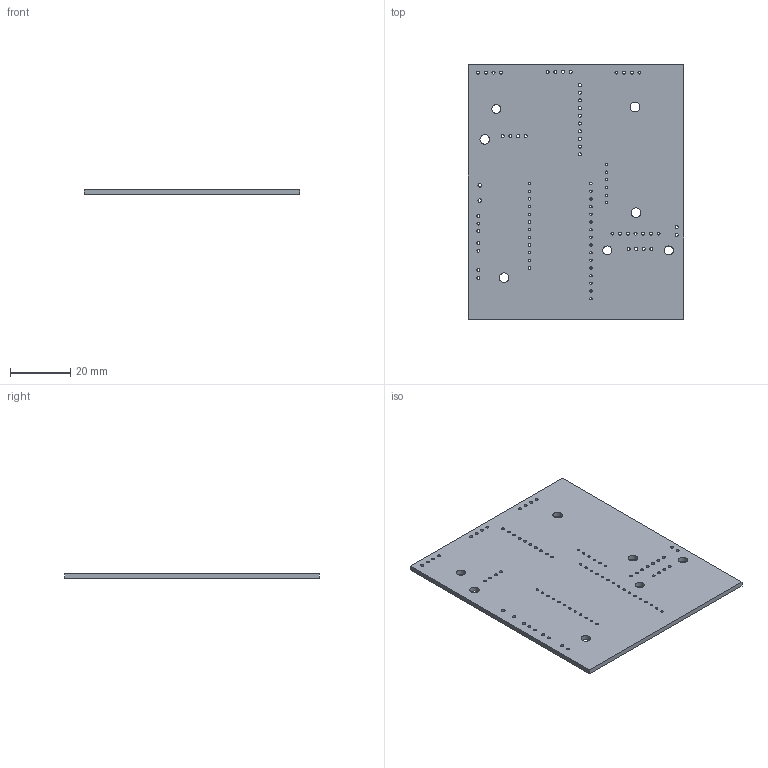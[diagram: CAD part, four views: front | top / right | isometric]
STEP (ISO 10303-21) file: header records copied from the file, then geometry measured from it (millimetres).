
FILE_DESCRIPTION(('KiCad electronic assembly'),'2;1');
FILE_NAME('RC_feather.step','2022-11-26T20:53:11',('Pcbnew'),('Kicad'), 'Open CASCADE STEP processor 7.6','KiCad to STEP converter','Unknown' );
FILE_SCHEMA(('AUTOMOTIVE_DESIGN { 1 0 10303 214 1 1 1 1 }'));
Length unit declared in the file: millimetre
Products named in the file (2): RC_feather 1; RC_feather PCB
Assembly tree (1 placements, depth 2):
  RC_feather 1
    RC_feather PCB
Bounding box: 71.25 x 84.22 x 1.6 mm (x, y, z)
Volume: 9418.6 mm3; surface area: 12759 mm2
Topology: 1 solids, 1 shells, 95 faces, 279 edges, 186 vertices
Faces by surface type: cylinder 89, plane 6
Full cylindrical faces by diameter (mm): 0.762 x6, 0.8 x28, 1 x46, 1.2 x2, 3 x3, 3.2 x4
Entity records: 7835 total; most frequent: CARTESIAN_POINT 2188, DIRECTION 1031, ORIENTED_EDGE 558, PCURVE 558, DEFINITIONAL_REPRESENTATION 558, LINE 481, VECTOR 481, EDGE_CURVE 279
